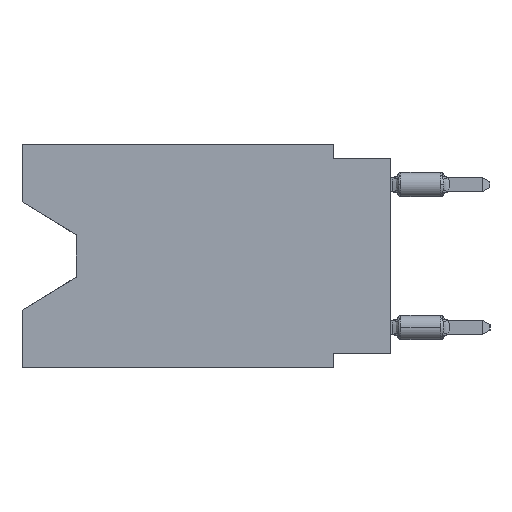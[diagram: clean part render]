
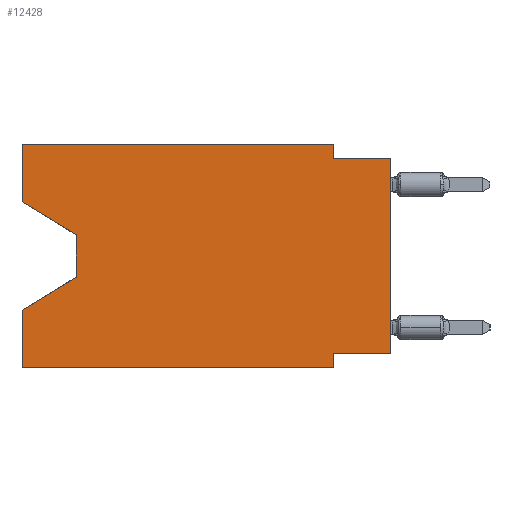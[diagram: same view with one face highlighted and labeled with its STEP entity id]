
A CAD part, left-side view. The second image highlights one B-rep face of the part: STEP entity #12428.
In plain terms, the highlighted planar face has unit normal (-1, 0, 0).
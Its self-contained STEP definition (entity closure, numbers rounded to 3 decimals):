
#36 = ORIENTED_EDGE ( 'NONE', *, *, #6788, .F. ) ;
#1359 = LINE ( 'NONE', #37421, #31935 ) ;
#1869 = LINE ( 'NONE', #37937, #28531 ) ;
#1949 = ORIENTED_EDGE ( 'NONE', *, *, #40120, .T. ) ;
#2185 = CARTESIAN_POINT ( 'NONE',  ( 0., 13.97, -5.893 ) ) ;
#4424 = VERTEX_POINT ( 'NONE', #38394 ) ;
#5223 = VECTOR ( 'NONE', #25786, 1000. ) ;
#5668 = EDGE_CURVE ( 'NONE', #22431, #17226, #31809, .T. ) ;
#6593 = VECTOR ( 'NONE', #17129, 1000. ) ;
#6788 = EDGE_CURVE ( 'NONE', #25593, #7963, #1359, .T. ) ;
#7252 = CARTESIAN_POINT ( 'NONE',  ( 0., 16.383, -9.906 ) ) ;
#7392 = VECTOR ( 'NONE', #9208, 1000. ) ;
#7718 = DIRECTION ( 'NONE',  ( 0., 0., -1. ) ) ;
#7963 = VERTEX_POINT ( 'NONE', #32333 ) ;
#8068 = ORIENTED_EDGE ( 'NONE', *, *, #9255, .F. ) ;
#8214 = CARTESIAN_POINT ( 'NONE',  ( 0., 16.383, 0. ) ) ;
#8524 = DIRECTION ( 'NONE',  ( 0., 1., 0. ) ) ;
#9208 = DIRECTION ( 'NONE',  ( 0., 0., -1. ) ) ;
#9255 = EDGE_CURVE ( 'NONE', #13223, #4424, #24899, .T. ) ;
#9412 = VECTOR ( 'NONE', #41460, 1000. ) ;
#11193 = CARTESIAN_POINT ( 'NONE',  ( 0., 0., -0.635 ) ) ;
#11634 = LINE ( 'NONE', #27944, #16465 ) ;
#12275 = CARTESIAN_POINT ( 'NONE',  ( 0., 16.383, 0. ) ) ;
#12428 = ADVANCED_FACE ( 'NONE', ( #18094 ), #27538, .F. ) ;
#12481 = EDGE_LOOP ( 'NONE', ( #23233, #29026, #34339, #38424, #1949, #8068, #23378, #27837, #29007, #24458, #36, #37545 ) ) ;
#12566 = EDGE_CURVE ( 'NONE', #40676, #24162, #12686, .T. ) ;
#12675 = CARTESIAN_POINT ( 'NONE',  ( 0., 0., -9.271 ) ) ;
#12686 = LINE ( 'NONE', #33234, #5223 ) ;
#12700 = EDGE_CURVE ( 'NONE', #35791, #25593, #40515, .T. ) ;
#12815 = EDGE_CURVE ( 'NONE', #15830, #13223, #1869, .T. ) ;
#13223 = VERTEX_POINT ( 'NONE', #40468 ) ;
#13726 = EDGE_CURVE ( 'NONE', #17676, #17226, #15076, .T. ) ;
#13909 = CARTESIAN_POINT ( 'NONE',  ( 0., 16.383, 0. ) ) ;
#14427 = VECTOR ( 'NONE', #16233, 1000. ) ;
#14531 = LINE ( 'NONE', #20970, #23647 ) ;
#15076 = LINE ( 'NONE', #2185, #41611 ) ;
#15830 = VERTEX_POINT ( 'NONE', #12675 ) ;
#16233 = DIRECTION ( 'NONE',  ( 0., -0.855, -0.519 ) ) ;
#16465 = VECTOR ( 'NONE', #41033, 1000. ) ;
#16756 = LINE ( 'NONE', #26002, #31224 ) ;
#17129 = DIRECTION ( 'NONE',  ( 0., 0., 1. ) ) ;
#17226 = VERTEX_POINT ( 'NONE', #23408 ) ;
#17676 = VERTEX_POINT ( 'NONE', #22933 ) ;
#18038 = EDGE_CURVE ( 'NONE', #35791, #28187, #29534, .T. ) ;
#18094 = FACE_OUTER_BOUND ( 'NONE', #12481, .T. ) ;
#20970 = CARTESIAN_POINT ( 'NONE',  ( 0., 0., 0. ) ) ;
#21020 = EDGE_CURVE ( 'NONE', #7963, #40676, #23830, .T. ) ;
#21305 = DIRECTION ( 'NONE',  ( 0., 0.855, -0.519 ) ) ;
#22431 = VERTEX_POINT ( 'NONE', #7252 ) ;
#22933 = CARTESIAN_POINT ( 'NONE',  ( 0., 13.97, -5.893 ) ) ;
#23233 = ORIENTED_EDGE ( 'NONE', *, *, #18038, .T. ) ;
#23378 = ORIENTED_EDGE ( 'NONE', *, *, #12815, .F. ) ;
#23408 = CARTESIAN_POINT ( 'NONE',  ( 0., 16.383, -7.36 ) ) ;
#23647 = VECTOR ( 'NONE', #34086, 1000. ) ;
#23830 = LINE ( 'NONE', #27477, #39884 ) ;
#24162 = VERTEX_POINT ( 'NONE', #11193 ) ;
#24314 = DIRECTION ( 'NONE',  ( 0., 0., -1. ) ) ;
#24458 = ORIENTED_EDGE ( 'NONE', *, *, #21020, .F. ) ;
#24709 = CARTESIAN_POINT ( 'NONE',  ( 0., 13.97, -4.013 ) ) ;
#24741 = DIRECTION ( 'NONE',  ( 1., 0., 0. ) ) ;
#24899 = LINE ( 'NONE', #38613, #7392 ) ;
#25593 = VERTEX_POINT ( 'NONE', #41648 ) ;
#25786 = DIRECTION ( 'NONE',  ( 0., -1., 0. ) ) ;
#26002 = CARTESIAN_POINT ( 'NONE',  ( 0., 16.383, -9.906 ) ) ;
#26813 = CARTESIAN_POINT ( 'NONE',  ( 0., 16.383, -2.546 ) ) ;
#27155 = EDGE_CURVE ( 'NONE', #28187, #17676, #11634, .T. ) ;
#27477 = CARTESIAN_POINT ( 'NONE',  ( 0., 2.54, 0. ) ) ;
#27538 = PLANE ( 'NONE',  #40861 ) ;
#27837 = ORIENTED_EDGE ( 'NONE', *, *, #39673, .T. ) ;
#27944 = CARTESIAN_POINT ( 'NONE',  ( 0., 13.97, -4.013 ) ) ;
#28187 = VERTEX_POINT ( 'NONE', #24709 ) ;
#28531 = VECTOR ( 'NONE', #8524, 1000. ) ;
#29007 = ORIENTED_EDGE ( 'NONE', *, *, #12566, .F. ) ;
#29026 = ORIENTED_EDGE ( 'NONE', *, *, #27155, .T. ) ;
#29211 = DIRECTION ( 'NONE',  ( 0., -1., 0. ) ) ;
#29534 = LINE ( 'NONE', #29746, #14427 ) ;
#29746 = CARTESIAN_POINT ( 'NONE',  ( 0., 16.383, -2.546 ) ) ;
#31224 = VECTOR ( 'NONE', #29211, 1000. ) ;
#31809 = LINE ( 'NONE', #12275, #9412 ) ;
#31935 = VECTOR ( 'NONE', #41260, 1000. ) ;
#32333 = CARTESIAN_POINT ( 'NONE',  ( 0., 2.54, 0. ) ) ;
#33234 = CARTESIAN_POINT ( 'NONE',  ( 0., 0., -0.635 ) ) ;
#33877 = CARTESIAN_POINT ( 'NONE',  ( 0., 2.54, -0.635 ) ) ;
#34086 = DIRECTION ( 'NONE',  ( 0., 0., 1. ) ) ;
#34339 = ORIENTED_EDGE ( 'NONE', *, *, #13726, .T. ) ;
#35791 = VERTEX_POINT ( 'NONE', #26813 ) ;
#37421 = CARTESIAN_POINT ( 'NONE',  ( 0., 16.383, 0. ) ) ;
#37545 = ORIENTED_EDGE ( 'NONE', *, *, #12700, .F. ) ;
#37937 = CARTESIAN_POINT ( 'NONE',  ( 0., 0., -9.271 ) ) ;
#38394 = CARTESIAN_POINT ( 'NONE',  ( 0., 2.54, -9.906 ) ) ;
#38424 = ORIENTED_EDGE ( 'NONE', *, *, #5668, .F. ) ;
#38613 = CARTESIAN_POINT ( 'NONE',  ( 0., 2.54, -9.906 ) ) ;
#39673 = EDGE_CURVE ( 'NONE', #15830, #24162, #14531, .T. ) ;
#39884 = VECTOR ( 'NONE', #7718, 1000. ) ;
#40120 = EDGE_CURVE ( 'NONE', #22431, #4424, #16756, .T. ) ;
#40468 = CARTESIAN_POINT ( 'NONE',  ( 0., 2.54, -9.271 ) ) ;
#40515 = LINE ( 'NONE', #13909, #6593 ) ;
#40676 = VERTEX_POINT ( 'NONE', #33877 ) ;
#40861 = AXIS2_PLACEMENT_3D ( 'NONE', #8214, #24741, #24314 ) ;
#41033 = DIRECTION ( 'NONE',  ( 0., 0., -1. ) ) ;
#41260 = DIRECTION ( 'NONE',  ( 0., -1., 0. ) ) ;
#41460 = DIRECTION ( 'NONE',  ( 0., 0., 1. ) ) ;
#41611 = VECTOR ( 'NONE', #21305, 1000. ) ;
#41648 = CARTESIAN_POINT ( 'NONE',  ( 0., 16.383, 0. ) ) ;
